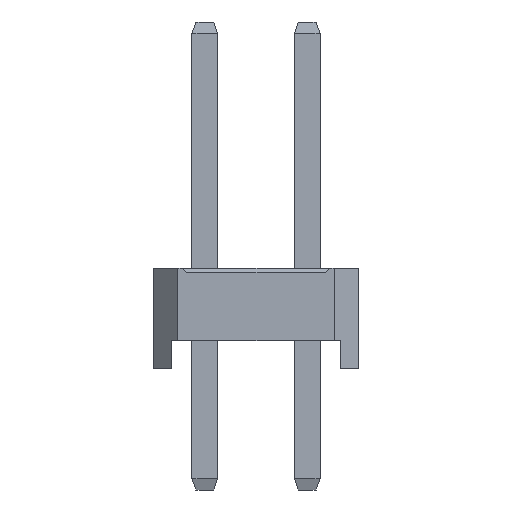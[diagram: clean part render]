
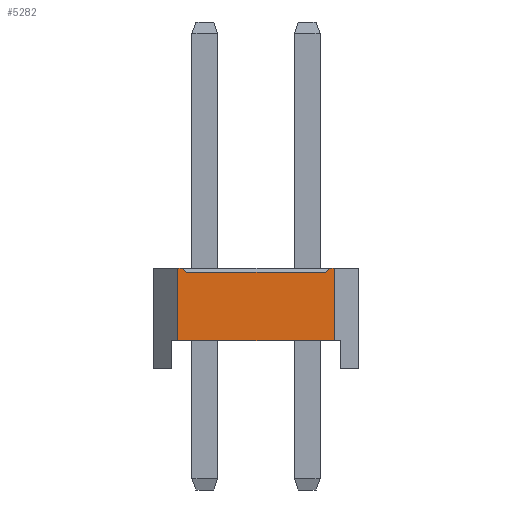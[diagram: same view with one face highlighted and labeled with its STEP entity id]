
A CAD part, left-side view. The second image highlights one B-rep face of the part: STEP entity #5282.
In plain terms, the highlighted planar face has unit normal (-1, 0, 0).
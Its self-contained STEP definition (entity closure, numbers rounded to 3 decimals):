
#5282=ADVANCED_FACE('',(#21534),#21536,.T.);
#21534=FACE_BOUND('',#21535,.T.);
#21535=EDGE_LOOP('',(#34237,#34238,#34239,#34240,#34241,#34242,#34243,#34244));
#21536=PLANE('',#21537);
#21537=AXIS2_PLACEMENT_3D('',#21538,#21539,#21540);
#21538=CARTESIAN_POINT('',(-1.27,3.21,0.));
#21539=DIRECTION('',(-1.,0.,0.));
#21540=DIRECTION('',(0.,-1.,0.));
#34237=ORIENTED_EDGE('',*,*,#42142,.F.);
#34238=ORIENTED_EDGE('',*,*,#42143,.T.);
#34239=ORIENTED_EDGE('',*,*,#42144,.F.);
#34240=ORIENTED_EDGE('',*,*,#40422,.F.);
#34241=ORIENTED_EDGE('',*,*,#42145,.F.);
#34242=ORIENTED_EDGE('',*,*,#39792,.T.);
#34243=ORIENTED_EDGE('',*,*,#42141,.T.);
#34244=ORIENTED_EDGE('',*,*,#40426,.F.);
#39792=EDGE_CURVE('',#44328,#44326,#44329,.T.);
#40422=EDGE_CURVE('',#45586,#45588,#45589,.T.);
#40426=EDGE_CURVE('',#45594,#45596,#45597,.T.);
#42141=EDGE_CURVE('',#44326,#45596,#48445,.T.);
#42142=EDGE_CURVE('',#48446,#45594,#48447,.F.);
#42143=EDGE_CURVE('',#48446,#48448,#48449,.T.);
#42144=EDGE_CURVE('',#45588,#48448,#48450,.F.);
#42145=EDGE_CURVE('',#44328,#45586,#48451,.T.);
#44326=VERTEX_POINT('',#51686);
#44328=VERTEX_POINT('',#51690);
#44329=LINE('',#51691,#51692);
#45586=VERTEX_POINT('',#54206);
#45588=VERTEX_POINT('',#54210);
#45589=LINE('',#54211,#54212);
#45594=VERTEX_POINT('',#54222);
#45596=VERTEX_POINT('',#54226);
#45597=LINE('',#54227,#54228);
#48445=LINE('',#60505,#60506);
#48446=VERTEX_POINT('',#60508);
#48447=LINE('',#60509,#60510);
#48448=VERTEX_POINT('',#60512);
#48449=LINE('',#60513,#60514);
#48450=LINE('',#60516,#60517);
#48451=LINE('',#60519,#60520);
#51686=CARTESIAN_POINT('',(-1.27,-0.67,0.7));
#51690=CARTESIAN_POINT('',(-1.27,3.21,0.7));
#51691=CARTESIAN_POINT('',(-1.27,3.21,0.7));
#51692=VECTOR('',#51693,1.);
#51693=DIRECTION('',(0.,-1.,0.));
#54206=CARTESIAN_POINT('',(-1.27,3.21,2.5));
#54210=CARTESIAN_POINT('',(-1.27,3.09,2.5));
#54211=CARTESIAN_POINT('',(-1.27,3.21,2.5));
#54212=VECTOR('',#54213,1.);
#54213=DIRECTION('',(0.,-1.,0.));
#54222=CARTESIAN_POINT('',(-1.27,-0.55,2.5));
#54226=CARTESIAN_POINT('',(-1.27,-0.67,2.5));
#54227=CARTESIAN_POINT('',(-1.27,-0.55,2.5));
#54228=VECTOR('',#54229,1.);
#54229=DIRECTION('',(0.,-1.,0.));
#60505=CARTESIAN_POINT('',(-1.27,-0.67,0.7));
#60506=VECTOR('',#60507,1.);
#60507=DIRECTION('',(0.,0.,1.));
#60508=CARTESIAN_POINT('',(-1.27,-0.45,2.4));
#60509=CARTESIAN_POINT('',(-1.27,-0.55,2.5));
#60510=VECTOR('',#60511,1.);
#60511=DIRECTION('',(0.,0.707,-0.707));
#60512=CARTESIAN_POINT('',(-1.27,2.99,2.4));
#60513=CARTESIAN_POINT('',(-1.27,-0.45,2.4));
#60514=VECTOR('',#60515,1.);
#60515=DIRECTION('',(0.,1.,0.));
#60516=CARTESIAN_POINT('',(-1.27,2.99,2.4));
#60517=VECTOR('',#60518,1.);
#60518=DIRECTION('',(0.,0.707,0.707));
#60519=CARTESIAN_POINT('',(-1.27,3.21,0.7));
#60520=VECTOR('',#60521,1.);
#60521=DIRECTION('',(0.,0.,1.));
